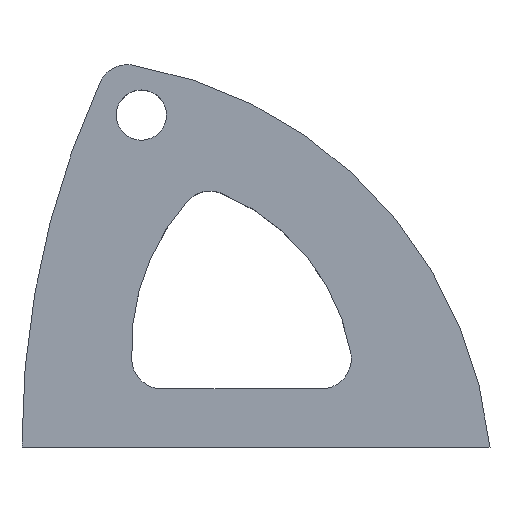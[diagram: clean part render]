
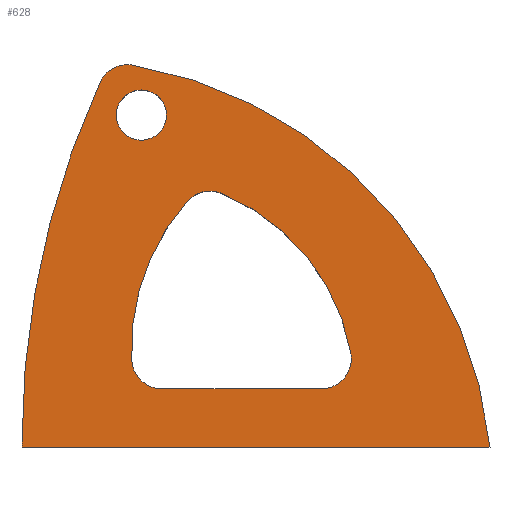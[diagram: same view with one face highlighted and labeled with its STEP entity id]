
A CAD part, top view. The second image highlights one B-rep face of the part: STEP entity #628.
In plain terms, the highlighted planar face has unit normal (0, 0, 1).
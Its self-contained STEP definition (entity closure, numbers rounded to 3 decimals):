
#2 = CARTESIAN_POINT ( 'NONE',  ( 16.418, 24.428, 10.5 ) ) ;
#18 = CIRCLE ( 'NONE', #407, 3. ) ;
#28 = CIRCLE ( 'NONE', #729, 21.087 ) ;
#37 = DIRECTION ( 'NONE',  ( 1., 0., 0. ) ) ;
#40 = VECTOR ( 'NONE', #364, 1000. ) ;
#46 = LINE ( 'NONE', #685, #605 ) ;
#48 = DIRECTION ( 'NONE',  ( 0., 0., 1. ) ) ;
#50 = CARTESIAN_POINT ( 'NONE',  ( 13.9, 8.797, 10.5 ) ) ;
#51 = EDGE_CURVE ( 'NONE', #306, #237, #657, .T. ) ;
#60 = AXIS2_PLACEMENT_3D ( 'NONE', #495, #121, #314 ) ;
#61 = DIRECTION ( 'NONE',  ( -1., 0., 0. ) ) ;
#63 = EDGE_CURVE ( 'NONE', #678, #772, #763, .T. ) ;
#71 = DIRECTION ( 'NONE',  ( 0., 0., -1. ) ) ;
#72 = DIRECTION ( 'NONE',  ( 1., 0., 0. ) ) ;
#74 = ORIENTED_EDGE ( 'NONE', *, *, #645, .F. ) ;
#81 = ORIENTED_EDGE ( 'NONE', *, *, #204, .F. ) ;
#91 = CARTESIAN_POINT ( 'NONE',  ( 11.913, 5.658, 10.5 ) ) ;
#93 = ORIENTED_EDGE ( 'NONE', *, *, #295, .T. ) ;
#95 = VERTEX_POINT ( 'NONE', #472 ) ;
#96 = CARTESIAN_POINT ( 'NONE',  ( 14.353, 33., 10.5 ) ) ;
#102 = AXIS2_PLACEMENT_3D ( 'NONE', #675, #302, #435 ) ;
#105 = CARTESIAN_POINT ( 'NONE',  ( 7.755, 36.256, 10.5 ) ) ;
#119 = DIRECTION ( 'NONE',  ( 1., 0., 0. ) ) ;
#121 = DIRECTION ( 'NONE',  ( 0., 0., 1. ) ) ;
#130 = ORIENTED_EDGE ( 'NONE', *, *, #490, .T. ) ;
#137 = CIRCLE ( 'NONE', #60, 85.99 ) ;
#148 = DIRECTION ( 'NONE',  ( -1., 0., 0. ) ) ;
#172 = LINE ( 'NONE', #231, #40 ) ;
#179 = CARTESIAN_POINT ( 'NONE',  ( 13.9, 5.797, 10.5 ) ) ;
#181 = EDGE_LOOP ( 'NONE', ( #81, #680 ) ) ;
#191 = CARTESIAN_POINT ( 'NONE',  ( 11.853, 33., 10.5 ) ) ;
#192 = ORIENTED_EDGE ( 'NONE', *, *, #257, .F. ) ;
#198 = CIRCLE ( 'NONE', #663, 3. ) ;
#202 = FACE_BOUND ( 'NONE', #692, .T. ) ;
#204 = EDGE_CURVE ( 'NONE', #276, #744, #601, .T. ) ;
#218 = CIRCLE ( 'NONE', #632, 3. ) ;
#220 = AXIS2_PLACEMENT_3D ( 'NONE', #191, #629, #242 ) ;
#222 = DIRECTION ( 'NONE',  ( 0., 0., 1. ) ) ;
#231 = CARTESIAN_POINT ( 'NONE',  ( 0., 0., 10.5 ) ) ;
#237 = VERTEX_POINT ( 'NONE', #606 ) ;
#238 = DIRECTION ( 'NONE',  ( -1., 0., 0. ) ) ;
#242 = DIRECTION ( 'NONE',  ( 1., 0., 0. ) ) ;
#248 = DIRECTION ( 'NONE',  ( 1., 0., 0. ) ) ;
#249 = EDGE_LOOP ( 'NONE', ( #253, #130, #93, #440, #348 ) ) ;
#250 = EDGE_CURVE ( 'NONE', #274, #395, #198, .T. ) ;
#253 = ORIENTED_EDGE ( 'NONE', *, *, #367, .T. ) ;
#255 = PLANE ( 'NONE',  #462 ) ;
#257 = EDGE_CURVE ( 'NONE', #237, #308, #28, .T. ) ;
#259 = ORIENTED_EDGE ( 'NONE', *, *, #607, .F. ) ;
#274 = VERTEX_POINT ( 'NONE', #541 ) ;
#276 = VERTEX_POINT ( 'NONE', #96 ) ;
#293 = CARTESIAN_POINT ( 'NONE',  ( 9.353, 33., 10.5 ) ) ;
#295 = EDGE_CURVE ( 'NONE', #496, #669, #172, .T. ) ;
#301 = CARTESIAN_POINT ( 'NONE',  ( -0.002, 0.565, 10.5 ) ) ;
#302 = DIRECTION ( 'NONE',  ( 0., 0., 1. ) ) ;
#306 = VERTEX_POINT ( 'NONE', #662 ) ;
#308 = VERTEX_POINT ( 'NONE', #553 ) ;
#311 = CIRCLE ( 'NONE', #766, 3. ) ;
#314 = DIRECTION ( 'NONE',  ( -1., 0., 0. ) ) ;
#327 = CARTESIAN_POINT ( 'NONE',  ( 29.726, 8.797, 10.5 ) ) ;
#338 = CIRCLE ( 'NONE', #399, 85.99 ) ;
#344 = DIRECTION ( 'NONE',  ( 0., 0., 1. ) ) ;
#348 = ORIENTED_EDGE ( 'NONE', *, *, #250, .T. ) ;
#356 = CARTESIAN_POINT ( 'NONE',  ( 11.853, 33., 10.5 ) ) ;
#358 = EDGE_CURVE ( 'NONE', #669, #274, #578, .T. ) ;
#361 = DIRECTION ( 'NONE',  ( 0., 0., 1. ) ) ;
#364 = DIRECTION ( 'NONE',  ( 1., 0., 0. ) ) ;
#367 = EDGE_CURVE ( 'NONE', #395, #409, #338, .T. ) ;
#380 = AXIS2_PLACEMENT_3D ( 'NONE', #356, #222, #37 ) ;
#383 = VERTEX_POINT ( 'NONE', #179 ) ;
#395 = VERTEX_POINT ( 'NONE', #105 ) ;
#397 = FACE_BOUND ( 'NONE', #181, .T. ) ;
#399 = AXIS2_PLACEMENT_3D ( 'NONE', #802, #48, #238 ) ;
#403 = EDGE_CURVE ( 'NONE', #772, #383, #18, .T. ) ;
#407 = AXIS2_PLACEMENT_3D ( 'NONE', #50, #361, #485 ) ;
#409 = VERTEX_POINT ( 'NONE', #301 ) ;
#410 = ORIENTED_EDGE ( 'NONE', *, *, #612, .F. ) ;
#416 = DIRECTION ( 'NONE',  ( 1., 0., 0. ) ) ;
#435 = DIRECTION ( 'NONE',  ( 1., 0., 0. ) ) ;
#440 = ORIENTED_EDGE ( 'NONE', *, *, #358, .T. ) ;
#447 = CARTESIAN_POINT ( 'NONE',  ( 18.663, 22.439, 10.5 ) ) ;
#448 = EDGE_CURVE ( 'NONE', #744, #276, #621, .T. ) ;
#457 = ORIENTED_EDGE ( 'NONE', *, *, #51, .F. ) ;
#462 = AXIS2_PLACEMENT_3D ( 'NONE', #691, #71, #61 ) ;
#463 = CARTESIAN_POINT ( 'NONE',  ( 29.726, 8.797, 10.5 ) ) ;
#472 = CARTESIAN_POINT ( 'NONE',  ( 29.726, 5.797, 10.5 ) ) ;
#476 = CARTESIAN_POINT ( 'NONE',  ( 10.484, 35.011, 10.5 ) ) ;
#480 = DIRECTION ( 'NONE',  ( 0., 0., 1. ) ) ;
#485 = DIRECTION ( 'NONE',  ( -1., 0., 0. ) ) ;
#486 = ORIENTED_EDGE ( 'NONE', *, *, #63, .F. ) ;
#490 = EDGE_CURVE ( 'NONE', #409, #496, #137, .T. ) ;
#495 = CARTESIAN_POINT ( 'NONE',  ( 85.988, 0.565, 10.5 ) ) ;
#496 = VERTEX_POINT ( 'NONE', #512 ) ;
#512 = CARTESIAN_POINT ( 'NONE',  ( 0., 0., 10.5 ) ) ;
#514 = CARTESIAN_POINT ( 'NONE',  ( 46.5, 0., 10.5 ) ) ;
#523 = AXIS2_PLACEMENT_3D ( 'NONE', #527, #654, #148 ) ;
#527 = CARTESIAN_POINT ( 'NONE',  ( 32.923, 9.807, 10.5 ) ) ;
#541 = CARTESIAN_POINT ( 'NONE',  ( 10.998, 37.967, 10.5 ) ) ;
#553 = CARTESIAN_POINT ( 'NONE',  ( 19.783, 25.222, 10.5 ) ) ;
#578 = CIRCLE ( 'NONE', #102, 43.117 ) ;
#599 = ORIENTED_EDGE ( 'NONE', *, *, #403, .F. ) ;
#601 = CIRCLE ( 'NONE', #380, 2.5 ) ;
#605 = VECTOR ( 'NONE', #248, 1000. ) ;
#606 = CARTESIAN_POINT ( 'NONE',  ( 32.68, 9.317, 10.5 ) ) ;
#607 = EDGE_CURVE ( 'NONE', #95, #306, #218, .T. ) ;
#612 = EDGE_CURVE ( 'NONE', #308, #678, #311, .T. ) ;
#621 = CIRCLE ( 'NONE', #220, 2.5 ) ;
#628 = ADVANCED_FACE ( 'NONE', ( #202, #397, #783 ), #255, .F. ) ;
#629 = DIRECTION ( 'NONE',  ( 0., 0., 1. ) ) ;
#632 = AXIS2_PLACEMENT_3D ( 'NONE', #327, #753, #119 ) ;
#645 = EDGE_CURVE ( 'NONE', #383, #95, #46, .T. ) ;
#654 = DIRECTION ( 'NONE',  ( 0., 0., 1. ) ) ;
#657 = CIRCLE ( 'NONE', #784, 3. ) ;
#659 = DIRECTION ( 'NONE',  ( 0., 0., 1. ) ) ;
#662 = CARTESIAN_POINT ( 'NONE',  ( 32.726, 8.797, 10.5 ) ) ;
#663 = AXIS2_PLACEMENT_3D ( 'NONE', #476, #659, #416 ) ;
#669 = VERTEX_POINT ( 'NONE', #514 ) ;
#675 = CARTESIAN_POINT ( 'NONE',  ( 3.62, -4.514, 10.5 ) ) ;
#678 = VERTEX_POINT ( 'NONE', #2 ) ;
#680 = ORIENTED_EDGE ( 'NONE', *, *, #448, .F. ) ;
#685 = CARTESIAN_POINT ( 'NONE',  ( 13.9, 5.797, 10.5 ) ) ;
#691 = CARTESIAN_POINT ( 'NONE',  ( 85.988, 0.565, 10.5 ) ) ;
#692 = EDGE_LOOP ( 'NONE', ( #74, #599, #486, #410, #192, #457, #259 ) ) ;
#722 = CARTESIAN_POINT ( 'NONE',  ( 10.904, 8.638, 10.5 ) ) ;
#729 = AXIS2_PLACEMENT_3D ( 'NONE', #91, #480, #789 ) ;
#739 = DIRECTION ( 'NONE',  ( 0., 0., 1. ) ) ;
#744 = VERTEX_POINT ( 'NONE', #293 ) ;
#753 = DIRECTION ( 'NONE',  ( 0., 0., 1. ) ) ;
#763 = CIRCLE ( 'NONE', #523, 22.05 ) ;
#766 = AXIS2_PLACEMENT_3D ( 'NONE', #447, #739, #72 ) ;
#772 = VERTEX_POINT ( 'NONE', #722 ) ;
#775 = DIRECTION ( 'NONE',  ( 1., 0., 0. ) ) ;
#783 = FACE_OUTER_BOUND ( 'NONE', #249, .T. ) ;
#784 = AXIS2_PLACEMENT_3D ( 'NONE', #463, #344, #775 ) ;
#789 = DIRECTION ( 'NONE',  ( 1., 0., 0. ) ) ;
#802 = CARTESIAN_POINT ( 'NONE',  ( 85.988, 0.565, 10.5 ) ) ;
